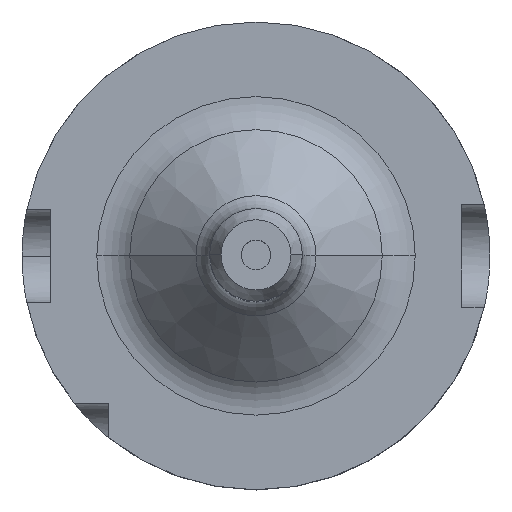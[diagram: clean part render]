
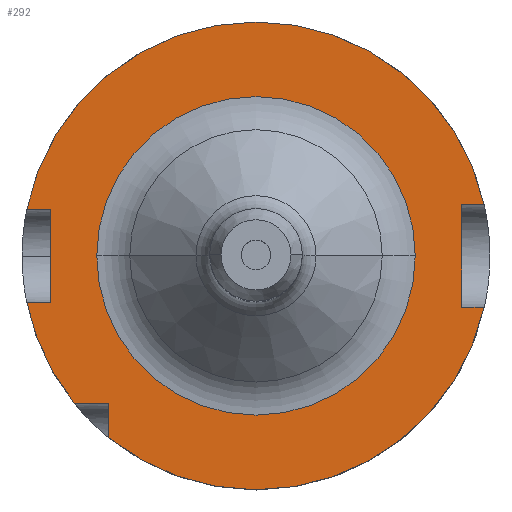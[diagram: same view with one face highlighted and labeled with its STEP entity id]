
A CAD part, top view. The second image highlights one B-rep face of the part: STEP entity #292.
In plain terms, the highlighted planar face has unit normal (0, 0, 1).
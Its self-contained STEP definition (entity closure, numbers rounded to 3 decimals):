
#12 = VECTOR ( 'NONE', #2578, 1000. ) ;
#22 = CARTESIAN_POINT ( 'NONE',  ( 0., -10., 29. ) ) ;
#86 = EDGE_CURVE ( 'NONE', #1983, #1982, #218, .T. ) ;
#150 = CIRCLE ( 'NONE', #183, 34.048 ) ;
#151 = CARTESIAN_POINT ( 'NONE',  ( -31.5, -38.83, 29. ) ) ;
#174 = DIRECTION ( 'NONE',  ( 0., 0., -1. ) ) ;
#175 = EDGE_CURVE ( 'NONE', #1649, #1695, #150, .T. ) ;
#176 = CARTESIAN_POINT ( 'NONE',  ( 0., 9.906, 29. ) ) ;
#183 = AXIS2_PLACEMENT_3D ( 'NONE', #1015, #2171, #2341 ) ;
#197 = AXIS2_PLACEMENT_3D ( 'NONE', #847, #174, #1323 ) ;
#212 = EDGE_CURVE ( 'NONE', #253, #1839, #2630, .T. ) ;
#213 = LINE ( 'NONE', #22, #2519 ) ;
#218 = LINE ( 'NONE', #1592, #1281 ) ;
#223 = ORIENTED_EDGE ( 'NONE', *, *, #1702, .F. ) ;
#253 = VERTEX_POINT ( 'NONE', #1457 ) ;
#267 = CARTESIAN_POINT ( 'NONE',  ( 48.775, 11., 29. ) ) ;
#272 = DIRECTION ( 'NONE',  ( 0., 1., 0. ) ) ;
#292 = ADVANCED_FACE ( 'NONE', ( #422, #2552 ), #2387, .T. ) ;
#321 = VERTEX_POINT ( 'NONE', #861 ) ;
#342 = CARTESIAN_POINT ( 'NONE',  ( 34.048, 0., 29. ) ) ;
#343 = AXIS2_PLACEMENT_3D ( 'NONE', #1508, #1105, #1329 ) ;
#351 = AXIS2_PLACEMENT_3D ( 'NONE', #1727, #1132, #1971 ) ;
#360 = DIRECTION ( 'NONE',  ( 0., -1., 0. ) ) ;
#421 = CARTESIAN_POINT ( 'NONE',  ( -34.048, 0., 29. ) ) ;
#422 = FACE_BOUND ( 'NONE', #869, .T. ) ;
#441 = VERTEX_POINT ( 'NONE', #2869 ) ;
#477 = DIRECTION ( 'NONE',  ( 0., -1., 0. ) ) ;
#559 = DIRECTION ( 'NONE',  ( 0., 0., 1. ) ) ;
#566 = DIRECTION ( 'NONE',  ( -1., 0., 0. ) ) ;
#578 = AXIS2_PLACEMENT_3D ( 'NONE', #176, #2401, #1504 ) ;
#589 = DIRECTION ( 'NONE',  ( -1., 0., 0. ) ) ;
#684 = EDGE_CURVE ( 'NONE', #1806, #2098, #987, .T. ) ;
#816 = CARTESIAN_POINT ( 'NONE',  ( 0., 0., 29. ) ) ;
#839 = EDGE_CURVE ( 'NONE', #866, #1982, #213, .T. ) ;
#847 = CARTESIAN_POINT ( 'NONE',  ( 0., 0., 29. ) ) ;
#861 = CARTESIAN_POINT ( 'NONE',  ( -38.83, -31.5, 29. ) ) ;
#866 = VERTEX_POINT ( 'NONE', #1632 ) ;
#869 = EDGE_LOOP ( 'NONE', ( #2736, #1993 ) ) ;
#927 = EDGE_LOOP ( 'NONE', ( #1804, #2382, #1115, #1249, #223, #2746, #2672, #1924, #2100, #1675, #1855, #2841 ) ) ;
#942 = VECTOR ( 'NONE', #566, 1000. ) ;
#963 = EDGE_CURVE ( 'NONE', #441, #2098, #2863, .T. ) ;
#987 = LINE ( 'NONE', #2461, #1854 ) ;
#1015 = CARTESIAN_POINT ( 'NONE',  ( 0., 0., 29. ) ) ;
#1016 = CARTESIAN_POINT ( 'NONE',  ( -44., 10., 29. ) ) ;
#1021 = EDGE_CURVE ( 'NONE', #2588, #441, #2126, .T. ) ;
#1105 = DIRECTION ( 'NONE',  ( 0., 0., -1. ) ) ;
#1115 = ORIENTED_EDGE ( 'NONE', *, *, #2537, .F. ) ;
#1132 = DIRECTION ( 'NONE',  ( 0., 0., -1. ) ) ;
#1137 = DIRECTION ( 'NONE',  ( 1., 0., 0. ) ) ;
#1147 = EDGE_CURVE ( 'NONE', #2051, #2703, #2020, .T. ) ;
#1205 = DIRECTION ( 'NONE',  ( 1., 0., 0. ) ) ;
#1217 = LINE ( 'NONE', #1515, #12 ) ;
#1249 = ORIENTED_EDGE ( 'NONE', *, *, #212, .T. ) ;
#1251 = AXIS2_PLACEMENT_3D ( 'NONE', #816, #1486, #1266 ) ;
#1266 = DIRECTION ( 'NONE',  ( 0., 1., 0. ) ) ;
#1281 = VECTOR ( 'NONE', #477, 1000. ) ;
#1323 = DIRECTION ( 'NONE',  ( 0., 1., 0. ) ) ;
#1329 = DIRECTION ( 'NONE',  ( 0., 1., 0. ) ) ;
#1330 = EDGE_CURVE ( 'NONE', #321, #866, #2844, .T. ) ;
#1391 = CARTESIAN_POINT ( 'NONE',  ( -31.5, 9.906, 29. ) ) ;
#1400 = DIRECTION ( 'NONE',  ( -1., 0., 0. ) ) ;
#1416 = LINE ( 'NONE', #2377, #1905 ) ;
#1457 = CARTESIAN_POINT ( 'NONE',  ( 48.775, -11., 29. ) ) ;
#1486 = DIRECTION ( 'NONE',  ( 0., 0., -1. ) ) ;
#1504 = DIRECTION ( 'NONE',  ( 0., -1., 0. ) ) ;
#1508 = CARTESIAN_POINT ( 'NONE',  ( 0., 0., 29. ) ) ;
#1515 = CARTESIAN_POINT ( 'NONE',  ( 0., -31.5, 29. ) ) ;
#1523 = EDGE_CURVE ( 'NONE', #2703, #321, #1217, .T. ) ;
#1592 = CARTESIAN_POINT ( 'NONE',  ( -44., -10., 29. ) ) ;
#1632 = CARTESIAN_POINT ( 'NONE',  ( -48.99, -10., 29. ) ) ;
#1649 = VERTEX_POINT ( 'NONE', #421 ) ;
#1675 = ORIENTED_EDGE ( 'NONE', *, *, #86, .T. ) ;
#1689 = CARTESIAN_POINT ( 'NONE',  ( 44., 11., 29. ) ) ;
#1695 = VERTEX_POINT ( 'NONE', #342 ) ;
#1702 = EDGE_CURVE ( 'NONE', #1806, #1839, #1416, .T. ) ;
#1712 = EDGE_CURVE ( 'NONE', #1695, #1649, #2142, .T. ) ;
#1727 = CARTESIAN_POINT ( 'NONE',  ( 0., 0., 29. ) ) ;
#1758 = CARTESIAN_POINT ( 'NONE',  ( -48.99, 10., 29. ) ) ;
#1804 = ORIENTED_EDGE ( 'NONE', *, *, #1523, .F. ) ;
#1806 = VERTEX_POINT ( 'NONE', #1689 ) ;
#1835 = CARTESIAN_POINT ( 'NONE',  ( 0., 10., 29. ) ) ;
#1839 = VERTEX_POINT ( 'NONE', #2164 ) ;
#1854 = VECTOR ( 'NONE', #1137, 1000. ) ;
#1855 = ORIENTED_EDGE ( 'NONE', *, *, #839, .F. ) ;
#1905 = VECTOR ( 'NONE', #360, 1000. ) ;
#1924 = ORIENTED_EDGE ( 'NONE', *, *, #1021, .F. ) ;
#1971 = DIRECTION ( 'NONE',  ( 0., 1., 0. ) ) ;
#1982 = VERTEX_POINT ( 'NONE', #2140 ) ;
#1983 = VERTEX_POINT ( 'NONE', #1016 ) ;
#1993 = ORIENTED_EDGE ( 'NONE', *, *, #1712, .F. ) ;
#2020 = LINE ( 'NONE', #1391, #2700 ) ;
#2032 = VECTOR ( 'NONE', #1400, 1000. ) ;
#2040 = AXIS2_PLACEMENT_3D ( 'NONE', #2818, #559, #589 ) ;
#2051 = VERTEX_POINT ( 'NONE', #151 ) ;
#2098 = VERTEX_POINT ( 'NONE', #267 ) ;
#2100 = ORIENTED_EDGE ( 'NONE', *, *, #2832, .F. ) ;
#2105 = LINE ( 'NONE', #1835, #2032 ) ;
#2126 = CIRCLE ( 'NONE', #197, 50. ) ;
#2140 = CARTESIAN_POINT ( 'NONE',  ( -44., -10., 29. ) ) ;
#2142 = CIRCLE ( 'NONE', #2040, 34.048 ) ;
#2164 = CARTESIAN_POINT ( 'NONE',  ( 44., -11., 29. ) ) ;
#2171 = DIRECTION ( 'NONE',  ( 0., 0., 1. ) ) ;
#2341 = DIRECTION ( 'NONE',  ( -1., 0., 0. ) ) ;
#2377 = CARTESIAN_POINT ( 'NONE',  ( 44., -11., 29. ) ) ;
#2382 = ORIENTED_EDGE ( 'NONE', *, *, #1147, .F. ) ;
#2387 = PLANE ( 'NONE',  #578 ) ;
#2401 = DIRECTION ( 'NONE',  ( 0., 0., 1. ) ) ;
#2461 = CARTESIAN_POINT ( 'NONE',  ( 0., 11., 29. ) ) ;
#2519 = VECTOR ( 'NONE', #1205, 1000. ) ;
#2528 = CIRCLE ( 'NONE', #351, 50. ) ;
#2537 = EDGE_CURVE ( 'NONE', #253, #2051, #2528, .T. ) ;
#2552 = FACE_OUTER_BOUND ( 'NONE', #927, .T. ) ;
#2578 = DIRECTION ( 'NONE',  ( -1., 0., 0. ) ) ;
#2588 = VERTEX_POINT ( 'NONE', #1758 ) ;
#2625 = CARTESIAN_POINT ( 'NONE',  ( 0., -11., 29. ) ) ;
#2630 = LINE ( 'NONE', #2625, #942 ) ;
#2672 = ORIENTED_EDGE ( 'NONE', *, *, #963, .F. ) ;
#2677 = CARTESIAN_POINT ( 'NONE',  ( -31.5, -31.5, 29. ) ) ;
#2700 = VECTOR ( 'NONE', #272, 1000. ) ;
#2703 = VERTEX_POINT ( 'NONE', #2677 ) ;
#2736 = ORIENTED_EDGE ( 'NONE', *, *, #175, .F. ) ;
#2746 = ORIENTED_EDGE ( 'NONE', *, *, #684, .T. ) ;
#2818 = CARTESIAN_POINT ( 'NONE',  ( 0., 0., 29. ) ) ;
#2832 = EDGE_CURVE ( 'NONE', #1983, #2588, #2105, .T. ) ;
#2841 = ORIENTED_EDGE ( 'NONE', *, *, #1330, .F. ) ;
#2844 = CIRCLE ( 'NONE', #343, 50. ) ;
#2863 = CIRCLE ( 'NONE', #1251, 50. ) ;
#2869 = CARTESIAN_POINT ( 'NONE',  ( 0., 50., 29. ) ) ;
